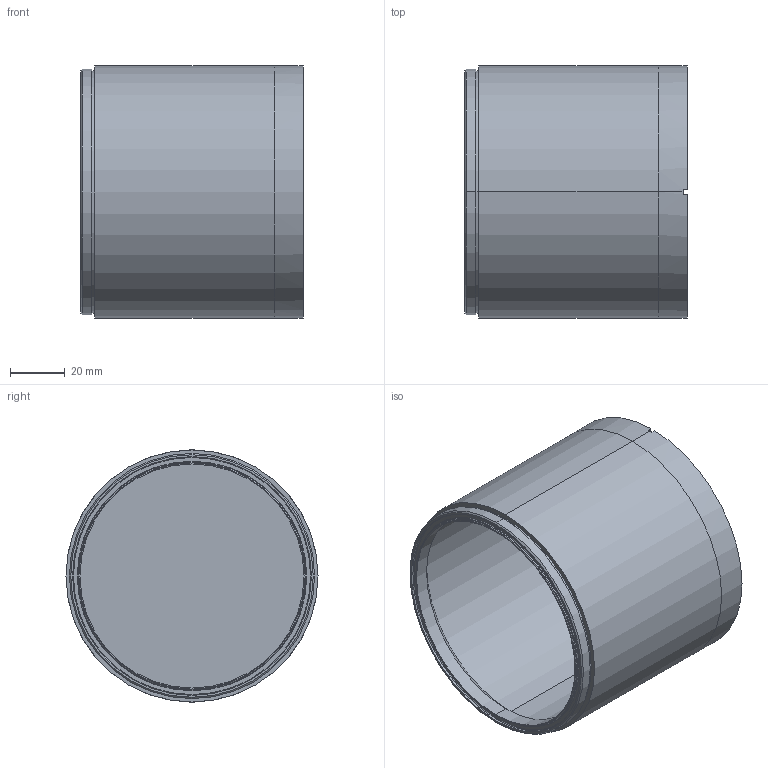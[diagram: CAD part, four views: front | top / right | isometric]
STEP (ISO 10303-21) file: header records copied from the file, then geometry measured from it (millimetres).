
FILE_DESCRIPTION (( 'STEP AP203' ), '1' );
FILE_NAME ('DP33231-A_IPT-D81L72.step', '2024-09-11T10:46:58', ( '' ), ( '' ), 'SwSTEP 2.0', 'SolidWorks 2021', '' );
FILE_SCHEMA (( 'CONFIG_CONTROL_DESIGN' ));
Length unit declared in the file: millimetre
Products named in the file (1): DP33231-A_IPT-D81L72
Bounding box: 81.1 x 92 x 92 mm (x, y, z)
Surface area: 52671.3 mm2 (no closed solid volume)
Topology: 0 solids, 3 shells, 46 faces, 104 edges, 66 vertices
Faces by surface type: cylinder 18, plane 16, cone 6, torus 6
Entity records: 1389 total; most frequent: DIRECTION 260, CARTESIAN_POINT 229, ORIENTED_EDGE 198, AXIS2_PLACEMENT_3D 113, EDGE_CURVE 104, VERTEX_POINT 66, CIRCLE 66, EDGE_LOOP 53
